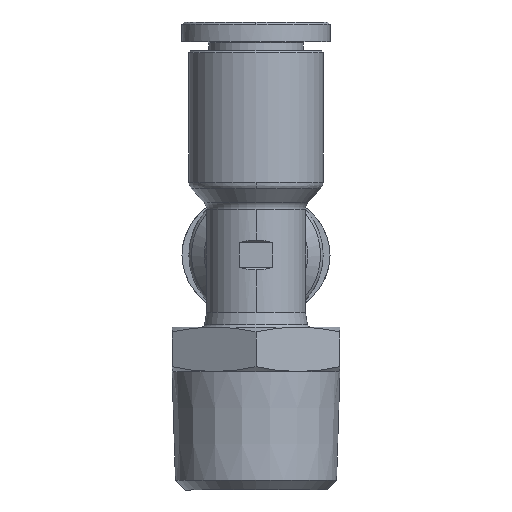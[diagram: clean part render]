
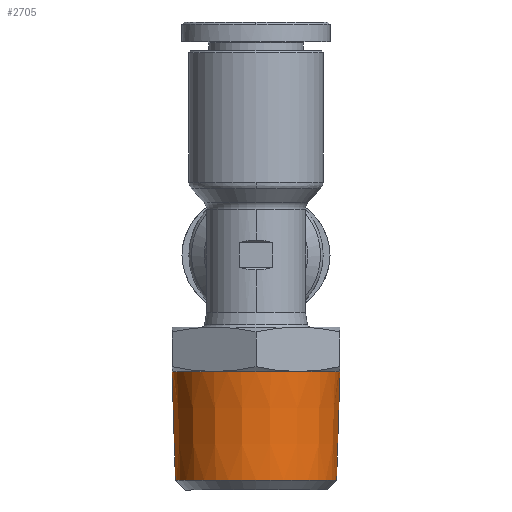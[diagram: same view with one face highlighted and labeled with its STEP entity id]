
A CAD part, left-side view. The second image highlights one B-rep face of the part: STEP entity #2705.
In plain terms, the highlighted conical face has half-angle 1.754 degrees and reference radius 8.5 mm.
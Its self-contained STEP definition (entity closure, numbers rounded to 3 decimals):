
#237 = CARTESIAN_POINT ( 'NONE',  ( -7.472, 8.163, -22.8 ) ) ;
#443 = DIRECTION ( 'NONE',  ( 0., -1., 0. ) ) ;
#751 = DIRECTION ( 'NONE',  ( 0., 0., 1. ) ) ;
#2644 = CARTESIAN_POINT ( 'NONE',  ( -14.833, 4.25, -11.8 ) ) ;
#2705 = ADVANCED_FACE ( 'NONE', ( #20022 ), #5527, .T. ) ;
#2717 = DIRECTION ( 'NONE',  ( 1., 0., 0. ) ) ;
#2729 = EDGE_CURVE ( 'NONE', #15354, #9998, #18233, .T. ) ;
#3056 = CARTESIAN_POINT ( 'NONE',  ( -7.472, 0., -11.8 ) ) ;
#4475 = DIRECTION ( 'NONE',  ( 0., 0., -1. ) ) ;
#4571 = CARTESIAN_POINT ( 'NONE',  ( -7.472, 8.5, -11.8 ) ) ;
#4660 = EDGE_LOOP ( 'NONE', ( #26417, #26505, #16699, #6392, #23203, #23920 ) ) ;
#5041 = CARTESIAN_POINT ( 'NONE',  ( -7.472, 0., -11.8 ) ) ;
#5222 = AXIS2_PLACEMENT_3D ( 'NONE', #5041, #751, #443 ) ;
#5283 = DIRECTION ( 'NONE',  ( 1., 0., 0. ) ) ;
#5527 = CONICAL_SURFACE ( 'NONE', #5222, 8.5, 0.031 ) ;
#6097 = LINE ( 'NONE', #16281, #12442 ) ;
#6392 = ORIENTED_EDGE ( 'NONE', *, *, #25317, .T. ) ;
#6737 = AXIS2_PLACEMENT_3D ( 'NONE', #25525, #11927, #2717 ) ;
#9998 = VERTEX_POINT ( 'NONE', #19761 ) ;
#10362 = AXIS2_PLACEMENT_3D ( 'NONE', #22822, #4475, #20443 ) ;
#10554 = CIRCLE ( 'NONE', #11819, 8.5 ) ;
#10846 = DIRECTION ( 'NONE',  ( 0., -0.031, 1. ) ) ;
#11819 = AXIS2_PLACEMENT_3D ( 'NONE', #3056, #12068, #5283 ) ;
#11927 = DIRECTION ( 'NONE',  ( 0., 0., 1. ) ) ;
#12068 = DIRECTION ( 'NONE',  ( 0., 0., -1. ) ) ;
#12118 = CARTESIAN_POINT ( 'NONE',  ( -14.833, -4.25, -11.8 ) ) ;
#12442 = VECTOR ( 'NONE', #25241, 1000. ) ;
#13036 = AXIS2_PLACEMENT_3D ( 'NONE', #17288, #17570, #26744 ) ;
#13799 = VERTEX_POINT ( 'NONE', #12118 ) ;
#14698 = VECTOR ( 'NONE', #10846, 1000. ) ;
#14807 = VERTEX_POINT ( 'NONE', #4571 ) ;
#14945 = EDGE_CURVE ( 'NONE', #15354, #14807, #6097, .T. ) ;
#15354 = VERTEX_POINT ( 'NONE', #237 ) ;
#16281 = CARTESIAN_POINT ( 'NONE',  ( -7.472, 8.5, -11.8 ) ) ;
#16699 = ORIENTED_EDGE ( 'NONE', *, *, #28989, .T. ) ;
#17288 = CARTESIAN_POINT ( 'NONE',  ( -7.472, 0., -11.8 ) ) ;
#17570 = DIRECTION ( 'NONE',  ( 0., 0., -1. ) ) ;
#17806 = EDGE_CURVE ( 'NONE', #19449, #14807, #25764, .T. ) ;
#18233 = CIRCLE ( 'NONE', #6737, 8.163 ) ;
#18248 = LINE ( 'NONE', #20120, #14698 ) ;
#19449 = VERTEX_POINT ( 'NONE', #2644 ) ;
#19761 = CARTESIAN_POINT ( 'NONE',  ( -7.472, -8.163, -22.8 ) ) ;
#20022 = FACE_OUTER_BOUND ( 'NONE', #4660, .T. ) ;
#20120 = CARTESIAN_POINT ( 'NONE',  ( -7.472, -8.5, -11.8 ) ) ;
#20443 = DIRECTION ( 'NONE',  ( 1., 0., 0. ) ) ;
#22822 = CARTESIAN_POINT ( 'NONE',  ( -7.472, 0., -11.8 ) ) ;
#23074 = CIRCLE ( 'NONE', #10362, 8.5 ) ;
#23203 = ORIENTED_EDGE ( 'NONE', *, *, #28191, .T. ) ;
#23920 = ORIENTED_EDGE ( 'NONE', *, *, #17806, .T. ) ;
#25241 = DIRECTION ( 'NONE',  ( 0., 0.031, 1. ) ) ;
#25317 = EDGE_CURVE ( 'NONE', #25979, #13799, #23074, .T. ) ;
#25525 = CARTESIAN_POINT ( 'NONE',  ( -7.472, 0., -22.8 ) ) ;
#25764 = CIRCLE ( 'NONE', #13036, 8.5 ) ;
#25979 = VERTEX_POINT ( 'NONE', #27673 ) ;
#26417 = ORIENTED_EDGE ( 'NONE', *, *, #14945, .F. ) ;
#26505 = ORIENTED_EDGE ( 'NONE', *, *, #2729, .T. ) ;
#26744 = DIRECTION ( 'NONE',  ( 1., 0., 0. ) ) ;
#27673 = CARTESIAN_POINT ( 'NONE',  ( -7.472, -8.5, -11.8 ) ) ;
#28191 = EDGE_CURVE ( 'NONE', #13799, #19449, #10554, .T. ) ;
#28989 = EDGE_CURVE ( 'NONE', #9998, #25979, #18248, .T. ) ;
